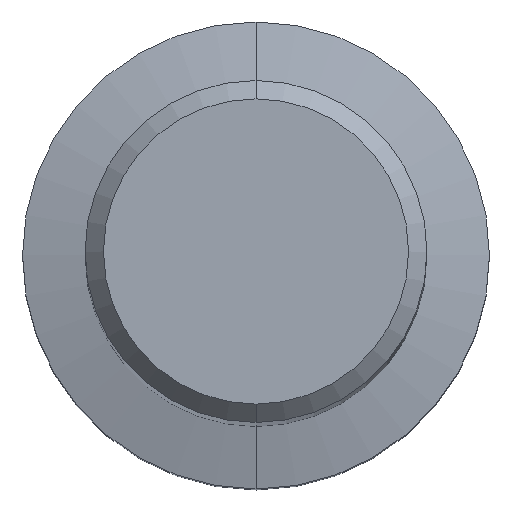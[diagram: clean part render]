
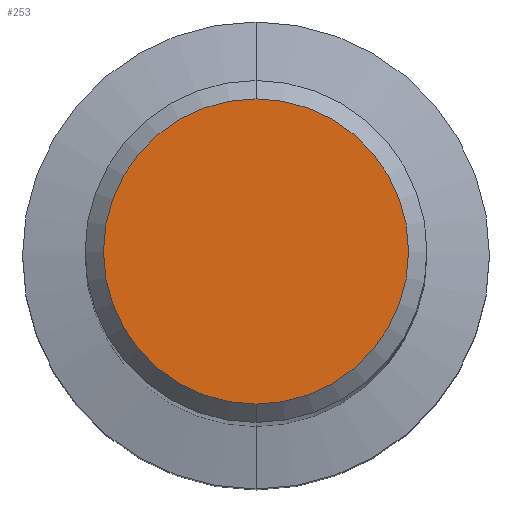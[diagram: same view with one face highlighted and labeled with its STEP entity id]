
A CAD part, top view. The second image highlights one B-rep face of the part: STEP entity #253.
In plain terms, the highlighted planar face has unit normal (0, 0, 1).
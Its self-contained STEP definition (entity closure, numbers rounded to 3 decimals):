
#193=VERTEX_POINT('',#400);
#213=EDGE_CURVE('',#243,#193,#423,.T.);
#233=EDGE_CURVE('',#193,#243,#445,.T.);
#243=VERTEX_POINT('',#457);
#253=ADVANCED_FACE('',(#468),#469,.T.);
#400=CARTESIAN_POINT('',(0.0,4.15,0.0));
#423=CIRCLE('',#667,4.15);
#445=CIRCLE('',#692,4.15);
#457=CARTESIAN_POINT('',(0.,-4.15,0.0));
#468=FACE_OUTER_BOUND('',#722,.T.);
#469=PLANE('',#723);
#667=AXIS2_PLACEMENT_3D('',#933,#934,#935);
#692=AXIS2_PLACEMENT_3D('',#962,#963,#964);
#722=EDGE_LOOP('',(#996,#997));
#723=AXIS2_PLACEMENT_3D('',#998,#999,#1000);
#933=CARTESIAN_POINT('',(0.0,0.0,0.0));
#934=DIRECTION('',(0.0,0.0,-1.0));
#935=DIRECTION('',(0.0,1.0,0.0));
#962=CARTESIAN_POINT('',(0.0,0.0,0.0));
#963=DIRECTION('',(0.0,0.0,-1.0));
#964=DIRECTION('',(0.0,1.0,0.0));
#996=ORIENTED_EDGE('',*,*,#233,.F.);
#997=ORIENTED_EDGE('',*,*,#213,.F.);
#998=CARTESIAN_POINT('',(0.0,2.075,0.0));
#999=DIRECTION('',(-0.0,0.0,1.0));
#1000=DIRECTION('',(0.0,-1.0,0.0));
